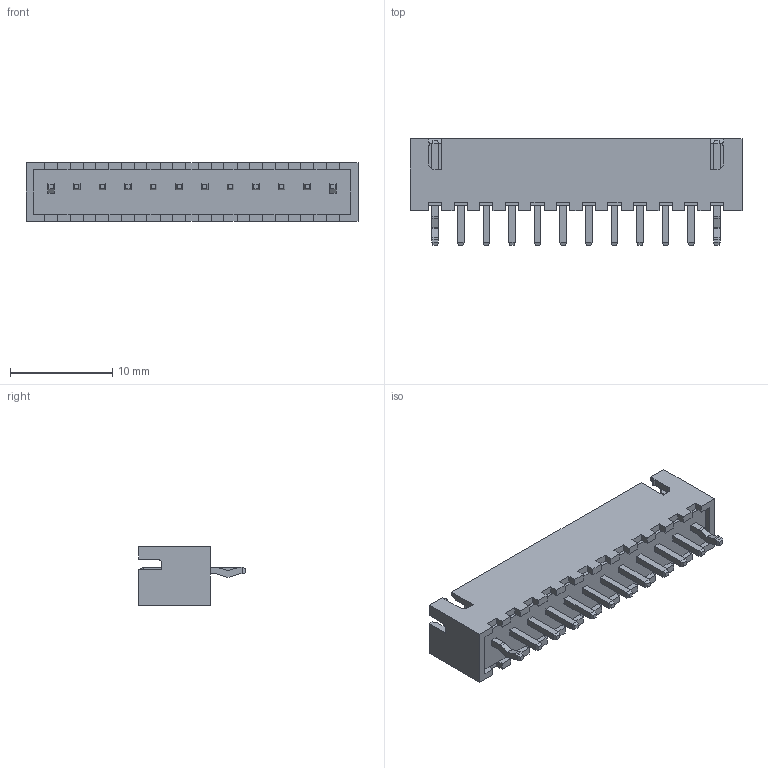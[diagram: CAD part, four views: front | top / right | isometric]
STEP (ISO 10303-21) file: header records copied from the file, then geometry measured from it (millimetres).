
FILE_DESCRIPTION (( 'STEP AP214' ), '1' );
FILE_NAME ('B12B-XH-A.STEP', '2023-11-14T13:40:36', ( '' ), ( '' ), 'SwSTEP 2.0', 'SolidWorks 2021', '' );
FILE_SCHEMA (( 'AUTOMOTIVE_DESIGN' ));
Length unit declared in the file: millimetre
Products named in the file (2): B12B-XH-A; BxB-XH-A_12
Assembly tree (1 placements, depth 2):
  B12B-XH-A
    BxB-XH-A_12
Bounding box: 32.4 x 10.4 x 5.75 mm (x, y, z)
Volume: 469.7 mm3; surface area: 1651.5 mm2
Topology: 13 solids, 13 shells, 431 faces, 1067 edges, 662 vertices
Faces by surface type: plane 412, cylinder 19
Entity records: 12556 total; most frequent: CARTESIAN_POINT 2173, ORIENTED_EDGE 2134, DIRECTION 1971, EDGE_CURVE 1067, LINE 1027, VECTOR 1027, VERTEX_POINT 662, AXIS2_PLACEMENT_3D 472
